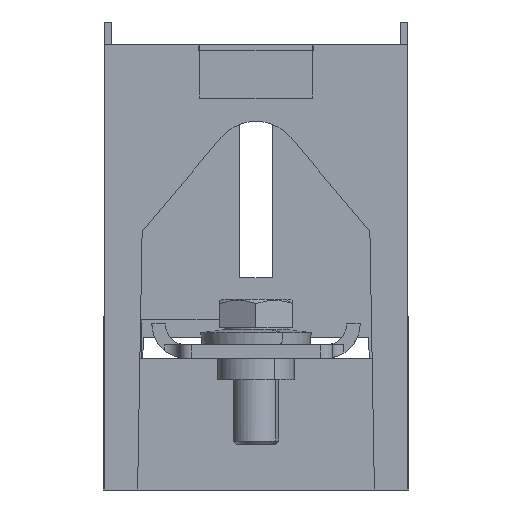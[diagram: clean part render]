
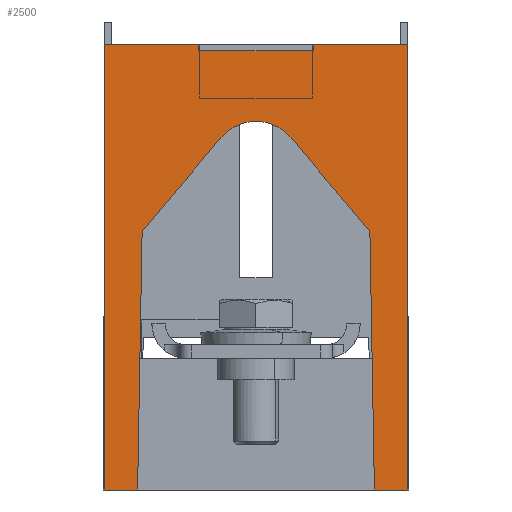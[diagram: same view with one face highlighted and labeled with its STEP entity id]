
A CAD part, front view. The second image highlights one B-rep face of the part: STEP entity #2500.
In plain terms, the highlighted planar face has unit normal (0, -1, 0).
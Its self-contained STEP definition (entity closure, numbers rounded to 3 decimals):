
#572=DIRECTION('',(-1.,0.,0.));
#573=VECTOR('',#572,8.709);
#574=CARTESIAN_POINT('',(-30.991,-96.5,-34.5));
#575=LINE('',#574,#573);
#699=DIRECTION('',(0.017,0.,1.));
#700=VECTOR('',#699,67.652);
#701=CARTESIAN_POINT('',(-30.991,-96.5,-34.5));
#702=LINE('',#701,#700);
#706=DIRECTION('',(-1.,0.,0.));
#707=VECTOR('',#706,24.7);
#708=CARTESIAN_POINT('',(-15.,-96.5,82.));
#709=LINE('',#708,#707);
#713=DIRECTION('',(0.,0.,1.));
#714=VECTOR('',#713,1.5);
#715=CARTESIAN_POINT('',(-15.,-96.5,80.5));
#716=LINE('',#715,#714);
#720=DIRECTION('',(-1.,0.,0.));
#721=VECTOR('',#720,30.);
#722=CARTESIAN_POINT('',(15.,-96.5,80.5));
#723=LINE('',#722,#721);
#727=DIRECTION('',(-1.,0.,0.));
#728=VECTOR('',#727,24.7);
#729=CARTESIAN_POINT('',(39.7,-96.5,82.));
#730=LINE('',#729,#728);
#734=DIRECTION('',(0.,0.,1.));
#735=VECTOR('',#734,116.5);
#736=CARTESIAN_POINT('',(39.7,-96.5,-34.5));
#737=LINE('',#736,#735);
#741=DIRECTION('',(0.017,0.,-1.));
#742=VECTOR('',#741,67.652);
#743=CARTESIAN_POINT('',(29.811,-96.5,33.142));
#744=LINE('',#743,#742);
#748=DIRECTION('',(0.643,0.,-0.766));
#749=VECTOR('',#748,32.076);
#750=CARTESIAN_POINT('',(9.193,-96.5,57.713));
#751=LINE('',#750,#749);
#755=CARTESIAN_POINT('',(0.,-96.5,50.));
#756=DIRECTION('',(0.,1.,0.));
#757=DIRECTION('',(-0.766,0.,0.643));
#758=AXIS2_PLACEMENT_3D('',#755,#756,#757);
#763=DIRECTION('',(0.643,0.,0.766));
#764=VECTOR('',#763,32.076);
#765=CARTESIAN_POINT('',(-29.811,-96.5,33.142));
#766=LINE('',#765,#764);
#805=DIRECTION('',(0.,0.,1.));
#806=VECTOR('',#805,116.5);
#807=CARTESIAN_POINT('',(-39.7,-96.5,-34.5));
#808=LINE('',#807,#806);
#980=DIRECTION('',(-1.,0.,0.));
#981=VECTOR('',#980,8.709);
#982=CARTESIAN_POINT('',(39.7,-96.5,-34.5));
#983=LINE('',#982,#981);
#1269=DIRECTION('',(0.,0.,1.));
#1270=VECTOR('',#1269,1.5);
#1271=CARTESIAN_POINT('',(15.,-96.5,80.5));
#1272=LINE('',#1271,#1270);
#1788=CARTESIAN_POINT('',(-15.,-96.5,80.5));
#1789=CARTESIAN_POINT('',(-15.,-96.5,82.));
#1790=VERTEX_POINT('',#1788);
#1791=VERTEX_POINT('',#1789);
#1808=CARTESIAN_POINT('',(15.,-96.5,80.5));
#1809=CARTESIAN_POINT('',(15.,-96.5,82.));
#1810=VERTEX_POINT('',#1808);
#1811=VERTEX_POINT('',#1809);
#1824=CARTESIAN_POINT('',(9.193,-96.5,57.713));
#1825=VERTEX_POINT('',#1824);
#1826=CARTESIAN_POINT('',(-9.193,-96.5,57.713));
#1827=VERTEX_POINT('',#1826);
#1845=CARTESIAN_POINT('',(30.991,-96.5,-34.5));
#1847=VERTEX_POINT('',#1845);
#1850=CARTESIAN_POINT('',(39.7,-96.5,-34.5));
#1851=VERTEX_POINT('',#1850);
#1853=CARTESIAN_POINT('',(-30.991,-96.5,-34.5));
#1855=VERTEX_POINT('',#1853);
#1856=CARTESIAN_POINT('',(-39.7,-96.5,-34.5));
#1857=VERTEX_POINT('',#1856);
#1863=CARTESIAN_POINT('',(-29.811,-96.5,33.142));
#1865=VERTEX_POINT('',#1863);
#1866=CARTESIAN_POINT('',(29.811,-96.5,33.142));
#1867=VERTEX_POINT('',#1866);
#1870=CARTESIAN_POINT('',(39.7,-96.5,82.));
#1871=VERTEX_POINT('',#1870);
#1872=CARTESIAN_POINT('',(-39.7,-96.5,82.));
#1873=VERTEX_POINT('',#1872);
#2471=CARTESIAN_POINT('',(39.7,-96.5,0.));
#2472=DIRECTION('',(0.,1.,0.));
#2473=DIRECTION('',(-1.,0.,0.));
#2474=AXIS2_PLACEMENT_3D('',#2471,#2472,#2473);
#2475=PLANE('',#2474);
#2476=ORIENTED_EDGE('',*,*,#2337,.F.);
#2477=ORIENTED_EDGE('',*,*,#2315,.T.);
#2479=ORIENTED_EDGE('',*,*,#2478,.T.);
#2481=ORIENTED_EDGE('',*,*,#2480,.F.);
#2483=ORIENTED_EDGE('',*,*,#2482,.F.);
#2485=ORIENTED_EDGE('',*,*,#2484,.F.);
#2487=ORIENTED_EDGE('',*,*,#2486,.T.);
#2489=ORIENTED_EDGE('',*,*,#2488,.F.);
#2491=ORIENTED_EDGE('',*,*,#2490,.F.);
#2493=ORIENTED_EDGE('',*,*,#2492,.T.);
#2494=ORIENTED_EDGE('',*,*,#2455,.F.);
#2495=ORIENTED_EDGE('',*,*,#2438,.F.);
#2496=ORIENTED_EDGE('',*,*,#2379,.F.);
#2497=ORIENTED_EDGE('',*,*,#2359,.F.);
#2498=EDGE_LOOP('',(#2476,#2477,#2479,#2481,#2483,#2485,#2487,#2489,#2491,#2493,
#2494,#2495,#2496,#2497));
#2499=FACE_OUTER_BOUND('',#2498,.F.);
#759=CIRCLE('',#758,12.);
#2315=EDGE_CURVE('',#1855,#1857,#575,.T.);
#2337=EDGE_CURVE('',#1855,#1865,#702,.T.);
#2359=EDGE_CURVE('',#1865,#1827,#766,.T.);
#2379=EDGE_CURVE('',#1827,#1825,#759,.T.);
#2438=EDGE_CURVE('',#1825,#1867,#751,.T.);
#2455=EDGE_CURVE('',#1867,#1847,#744,.T.);
#2478=EDGE_CURVE('',#1857,#1873,#808,.T.);
#2480=EDGE_CURVE('',#1791,#1873,#709,.T.);
#2482=EDGE_CURVE('',#1790,#1791,#716,.T.);
#2484=EDGE_CURVE('',#1810,#1790,#723,.T.);
#2486=EDGE_CURVE('',#1810,#1811,#1272,.T.);
#2488=EDGE_CURVE('',#1871,#1811,#730,.T.);
#2490=EDGE_CURVE('',#1851,#1871,#737,.T.);
#2492=EDGE_CURVE('',#1851,#1847,#983,.T.);
#2500=ADVANCED_FACE('',(#2499),#2475,.F.);
